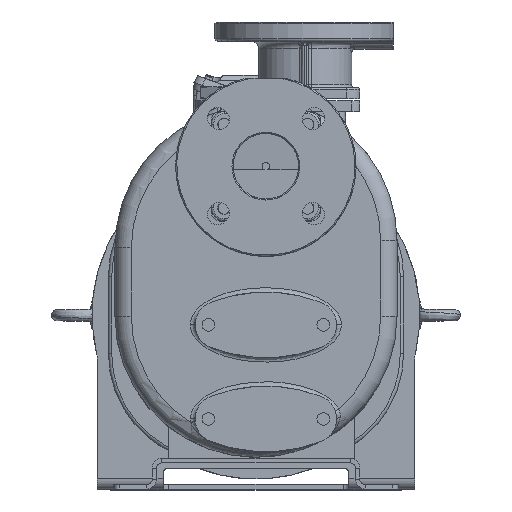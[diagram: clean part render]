
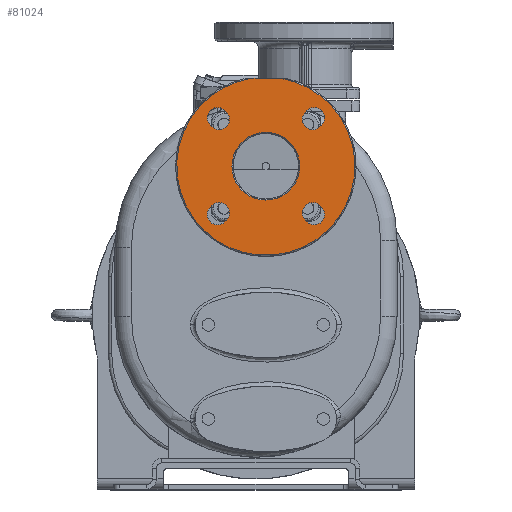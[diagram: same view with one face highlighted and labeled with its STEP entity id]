
A CAD part, top view. The second image highlights one B-rep face of the part: STEP entity #81024.
In plain terms, the highlighted planar face has unit normal (0, 0, 1).
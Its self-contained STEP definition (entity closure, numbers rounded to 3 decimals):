
#22960=CARTESIAN_POINT('',(9.,267.,143.));
#22961=DIRECTION('',(0.,0.,1.));
#22962=DIRECTION('',(-0.156,0.988,0.));
#22963=AXIS2_PLACEMENT_3D('',#22960,#22961,#22962);
#22986=DIRECTION('',(1.,0.,0.));
#22987=VECTOR('',#22986,25.456);
#22988=CARTESIAN_POINT('',(-3.728,347.5,143.));
#22989=LINE('',#22988,#22987);
#22990=CARTESIAN_POINT('',(9.,267.,143.));
#22991=DIRECTION('',(0.,0.,1.));
#22992=DIRECTION('',(0.,1.,0.));
#22993=AXIS2_PLACEMENT_3D('',#22990,#22991,#22992);
#22995=CARTESIAN_POINT('',(9.,267.,143.));
#22996=DIRECTION('',(0.,0.,1.));
#22997=DIRECTION('',(0.,-1.,0.));
#22998=AXIS2_PLACEMENT_3D('',#22995,#22996,#22997);
#23000=DIRECTION('',(0.707,0.707,0.));
#23001=VECTOR('',#23000,2.);
#23002=CARTESIAN_POINT('',(58.497,303.062,143.));
#23003=LINE('',#23002,#23001);
#23004=CARTESIAN_POINT('',(53.194,311.194,143.));
#23005=DIRECTION('',(0.,0.,1.));
#23006=DIRECTION('',(0.707,-0.707,0.));
#23007=AXIS2_PLACEMENT_3D('',#23004,#23005,#23006);
#23009=DIRECTION('',(-0.707,-0.707,0.));
#23010=VECTOR('',#23009,2.);
#23011=CARTESIAN_POINT('',(46.477,317.912,143.));
#23012=LINE('',#23011,#23010);
#23013=CARTESIAN_POINT('',(51.78,309.78,143.));
#23014=DIRECTION('',(0.,0.,1.));
#23015=DIRECTION('',(-0.707,0.707,0.));
#23016=AXIS2_PLACEMENT_3D('',#23013,#23014,#23015);
#23018=DIRECTION('',(-0.707,0.707,0.));
#23019=VECTOR('',#23018,2.);
#23020=CARTESIAN_POINT('',(-27.062,316.497,143.));
#23021=LINE('',#23020,#23019);
#23022=CARTESIAN_POINT('',(-35.194,311.194,143.));
#23023=DIRECTION('',(0.,0.,1.));
#23024=DIRECTION('',(0.707,0.707,0.));
#23025=AXIS2_PLACEMENT_3D('',#23022,#23023,#23024);
#23027=DIRECTION('',(0.707,-0.707,0.));
#23028=VECTOR('',#23027,2.);
#23029=CARTESIAN_POINT('',(-41.912,304.477,143.));
#23030=LINE('',#23029,#23028);
#23031=CARTESIAN_POINT('',(-33.78,309.78,143.));
#23032=DIRECTION('',(0.,0.,1.));
#23033=DIRECTION('',(-0.707,-0.707,0.));
#23034=AXIS2_PLACEMENT_3D('',#23031,#23032,#23033);
#23036=DIRECTION('',(-0.707,-0.707,0.));
#23037=VECTOR('',#23036,2.);
#23038=CARTESIAN_POINT('',(-40.497,230.938,143.));
#23039=LINE('',#23038,#23037);
#23040=CARTESIAN_POINT('',(-35.194,222.806,143.));
#23041=DIRECTION('',(0.,0.,1.));
#23042=DIRECTION('',(-0.707,0.707,0.));
#23043=AXIS2_PLACEMENT_3D('',#23040,#23041,#23042);
#23045=DIRECTION('',(0.707,0.707,0.));
#23046=VECTOR('',#23045,2.);
#23047=CARTESIAN_POINT('',(-28.477,216.088,143.));
#23048=LINE('',#23047,#23046);
#23049=CARTESIAN_POINT('',(-33.78,224.22,143.));
#23050=DIRECTION('',(0.,0.,1.));
#23051=DIRECTION('',(0.707,-0.707,0.));
#23052=AXIS2_PLACEMENT_3D('',#23049,#23050,#23051);
#23054=DIRECTION('',(0.707,-0.707,0.));
#23055=VECTOR('',#23054,2.);
#23056=CARTESIAN_POINT('',(45.062,217.503,143.));
#23057=LINE('',#23056,#23055);
#23058=CARTESIAN_POINT('',(53.194,222.806,143.));
#23059=DIRECTION('',(0.,0.,1.));
#23060=DIRECTION('',(-0.707,-0.707,0.));
#23061=AXIS2_PLACEMENT_3D('',#23058,#23059,#23060);
#23063=DIRECTION('',(-0.707,0.707,0.));
#23064=VECTOR('',#23063,2.);
#23065=CARTESIAN_POINT('',(59.912,229.523,143.));
#23066=LINE('',#23065,#23064);
#23067=CARTESIAN_POINT('',(51.78,224.22,143.));
#23068=DIRECTION('',(0.,0.,1.));
#23069=DIRECTION('',(0.707,0.707,0.));
#23070=AXIS2_PLACEMENT_3D('',#23067,#23068,#23069);
#46188=CARTESIAN_POINT('',(58.497,303.062,143.));
#46189=CARTESIAN_POINT('',(59.912,304.477,143.));
#46190=VERTEX_POINT('',#46188);
#46191=VERTEX_POINT('',#46189);
#46192=CARTESIAN_POINT('',(46.477,317.912,143.));
#46193=VERTEX_POINT('',#46192);
#46194=CARTESIAN_POINT('',(45.062,316.497,143.));
#46195=VERTEX_POINT('',#46194);
#46204=CARTESIAN_POINT('',(-27.062,316.497,143.));
#46205=CARTESIAN_POINT('',(-28.477,317.912,143.));
#46206=VERTEX_POINT('',#46204);
#46207=VERTEX_POINT('',#46205);
#46208=CARTESIAN_POINT('',(-41.912,304.477,143.));
#46209=VERTEX_POINT('',#46208);
#46210=CARTESIAN_POINT('',(-40.497,303.062,143.));
#46211=VERTEX_POINT('',#46210);
#46220=CARTESIAN_POINT('',(-40.497,230.938,143.));
#46221=CARTESIAN_POINT('',(-41.912,229.523,143.));
#46222=VERTEX_POINT('',#46220);
#46223=VERTEX_POINT('',#46221);
#46224=CARTESIAN_POINT('',(-28.477,216.088,143.));
#46225=VERTEX_POINT('',#46224);
#46226=CARTESIAN_POINT('',(-27.062,217.503,143.));
#46227=VERTEX_POINT('',#46226);
#46236=CARTESIAN_POINT('',(45.062,217.503,143.));
#46237=CARTESIAN_POINT('',(46.477,216.088,143.));
#46238=VERTEX_POINT('',#46236);
#46239=VERTEX_POINT('',#46237);
#46240=CARTESIAN_POINT('',(59.912,229.523,143.));
#46241=VERTEX_POINT('',#46240);
#46242=CARTESIAN_POINT('',(58.497,230.938,143.));
#46243=VERTEX_POINT('',#46242);
#46252=CARTESIAN_POINT('',(-3.728,347.5,143.));
#46253=CARTESIAN_POINT('',(21.728,347.5,143.));
#46254=VERTEX_POINT('',#46252);
#46255=VERTEX_POINT('',#46253);
#46442=CARTESIAN_POINT('',(9.,298.,143.));
#46443=CARTESIAN_POINT('',(9.,236.,143.));
#46444=VERTEX_POINT('',#46442);
#46445=VERTEX_POINT('',#46443);
#80969=CARTESIAN_POINT('',(9.,267.,143.));
#80970=DIRECTION('',(0.,0.,1.));
#80971=DIRECTION('',(0.,-1.,0.));
#80972=AXIS2_PLACEMENT_3D('',#80969,#80970,#80971);
#80973=PLANE('',#80972);
#80974=ORIENTED_EDGE('',*,*,#80944,.T.);
#80975=ORIENTED_EDGE('',*,*,#80960,.F.);
#80976=EDGE_LOOP('',(#80974,#80975));
#80977=FACE_OUTER_BOUND('',#80976,.F.);
#80979=ORIENTED_EDGE('',*,*,#80978,.T.);
#80981=ORIENTED_EDGE('',*,*,#80980,.T.);
#80982=EDGE_LOOP('',(#80979,#80981));
#80983=FACE_BOUND('',#80982,.F.);
#80985=ORIENTED_EDGE('',*,*,#80984,.T.);
#80987=ORIENTED_EDGE('',*,*,#80986,.T.);
#80989=ORIENTED_EDGE('',*,*,#80988,.T.);
#80991=ORIENTED_EDGE('',*,*,#80990,.T.);
#80992=EDGE_LOOP('',(#80985,#80987,#80989,#80991));
#80993=FACE_BOUND('',#80992,.F.);
#80995=ORIENTED_EDGE('',*,*,#80994,.T.);
#80997=ORIENTED_EDGE('',*,*,#80996,.T.);
#80999=ORIENTED_EDGE('',*,*,#80998,.T.);
#81001=ORIENTED_EDGE('',*,*,#81000,.T.);
#81002=EDGE_LOOP('',(#80995,#80997,#80999,#81001));
#81003=FACE_BOUND('',#81002,.F.);
#81005=ORIENTED_EDGE('',*,*,#81004,.T.);
#81007=ORIENTED_EDGE('',*,*,#81006,.T.);
#81009=ORIENTED_EDGE('',*,*,#81008,.T.);
#81011=ORIENTED_EDGE('',*,*,#81010,.T.);
#81012=EDGE_LOOP('',(#81005,#81007,#81009,#81011));
#81013=FACE_BOUND('',#81012,.F.);
#81015=ORIENTED_EDGE('',*,*,#81014,.T.);
#81017=ORIENTED_EDGE('',*,*,#81016,.T.);
#81019=ORIENTED_EDGE('',*,*,#81018,.T.);
#81021=ORIENTED_EDGE('',*,*,#81020,.T.);
#81022=EDGE_LOOP('',(#81015,#81017,#81019,#81021));
#81023=FACE_BOUND('',#81022,.F.);
#81024=ADVANCED_FACE('',(#80977,#80983,#80993,#81003,#81013,#81023),#80973,.T.);
#22964=CIRCLE('',#22963,81.5);
#22994=CIRCLE('',#22993,31.);
#22999=CIRCLE('',#22998,31.);
#23008=CIRCLE('',#23007,9.5);
#23017=CIRCLE('',#23016,9.5);
#23026=CIRCLE('',#23025,9.5);
#23035=CIRCLE('',#23034,9.5);
#23044=CIRCLE('',#23043,9.5);
#23053=CIRCLE('',#23052,9.5);
#23062=CIRCLE('',#23061,9.5);
#23071=CIRCLE('',#23070,9.5);
#80944=EDGE_CURVE('',#46254,#46255,#22989,.T.);
#80960=EDGE_CURVE('',#46254,#46255,#22964,.T.);
#80978=EDGE_CURVE('',#46444,#46445,#22994,.T.);
#80980=EDGE_CURVE('',#46445,#46444,#22999,.T.);
#80984=EDGE_CURVE('',#46190,#46191,#23003,.T.);
#80986=EDGE_CURVE('',#46191,#46193,#23008,.T.);
#80988=EDGE_CURVE('',#46193,#46195,#23012,.T.);
#80990=EDGE_CURVE('',#46195,#46190,#23017,.T.);
#80994=EDGE_CURVE('',#46206,#46207,#23021,.T.);
#80996=EDGE_CURVE('',#46207,#46209,#23026,.T.);
#80998=EDGE_CURVE('',#46209,#46211,#23030,.T.);
#81000=EDGE_CURVE('',#46211,#46206,#23035,.T.);
#81004=EDGE_CURVE('',#46222,#46223,#23039,.T.);
#81006=EDGE_CURVE('',#46223,#46225,#23044,.T.);
#81008=EDGE_CURVE('',#46225,#46227,#23048,.T.);
#81010=EDGE_CURVE('',#46227,#46222,#23053,.T.);
#81014=EDGE_CURVE('',#46238,#46239,#23057,.T.);
#81016=EDGE_CURVE('',#46239,#46241,#23062,.T.);
#81018=EDGE_CURVE('',#46241,#46243,#23066,.T.);
#81020=EDGE_CURVE('',#46243,#46238,#23071,.T.);
